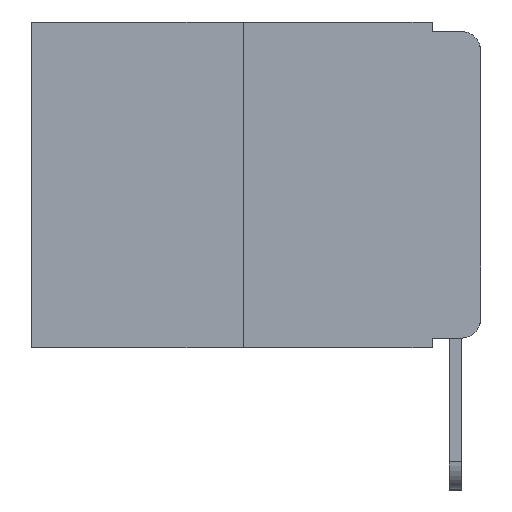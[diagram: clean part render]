
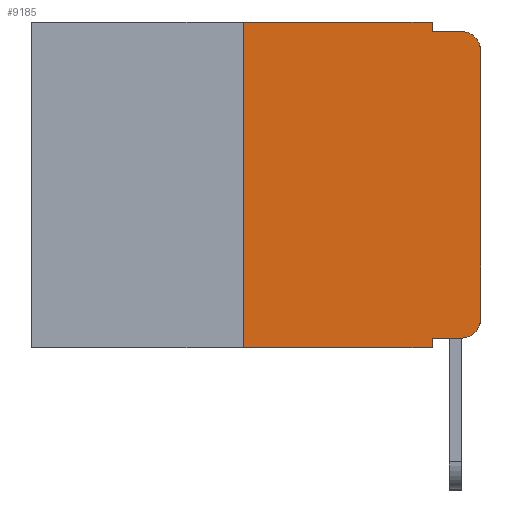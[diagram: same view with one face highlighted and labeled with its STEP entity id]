
A CAD part, left-side view. The second image highlights one B-rep face of the part: STEP entity #9185.
In plain terms, the highlighted planar face has unit normal (-1, 0, 0).
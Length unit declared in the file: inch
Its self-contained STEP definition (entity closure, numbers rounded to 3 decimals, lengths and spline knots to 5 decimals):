
#29 = EDGE_CURVE ( 'NONE', #6684, #12424, #10597, .T. ) ;
#293 = CARTESIAN_POINT ( 'NONE',  ( 0., 0.051, -0.343 ) ) ;
#359 = ORIENTED_EDGE ( 'NONE', *, *, #4639, .F. ) ;
#451 = VERTEX_POINT ( 'NONE', #10803 ) ;
#927 = DIRECTION ( 'NONE',  ( 0., 0., -1. ) ) ;
#1015 = CARTESIAN_POINT ( 'NONE',  ( 0., 0.051, 0. ) ) ;
#1165 = LINE ( 'NONE', #2190, #6464 ) ;
#1184 = EDGE_CURVE ( 'NONE', #7062, #3202, #12907, .T. ) ;
#1690 = DIRECTION ( 'NONE',  ( -1., 0., 0. ) ) ;
#1754 = EDGE_CURVE ( 'NONE', #9985, #8704, #12359, .T. ) ;
#2029 = AXIS2_PLACEMENT_3D ( 'NONE', #7524, #9496, #3564 ) ;
#2060 = AXIS2_PLACEMENT_3D ( 'NONE', #12763, #7225, #927 ) ;
#2190 = CARTESIAN_POINT ( 'NONE',  ( 0., 0.051, -0.01 ) ) ;
#2197 = DIRECTION ( 'NONE',  ( 0., -1., 0. ) ) ;
#2229 = VERTEX_POINT ( 'NONE', #8301 ) ;
#2944 = DIRECTION ( 'NONE',  ( 0., -1., 0. ) ) ;
#3047 = DIRECTION ( 'NONE',  ( 0., 0., 1. ) ) ;
#3202 = VERTEX_POINT ( 'NONE', #1015 ) ;
#3276 = DIRECTION ( 'NONE',  ( 0., -1., 0. ) ) ;
#3564 = DIRECTION ( 'NONE',  ( 0., 0., -1. ) ) ;
#4300 = EDGE_CURVE ( 'NONE', #9030, #8704, #12304, .T. ) ;
#4569 = PLANE ( 'NONE',  #2029 ) ;
#4639 = EDGE_CURVE ( 'NONE', #9030, #7062, #12162, .T. ) ;
#4725 = ORIENTED_EDGE ( 'NONE', *, *, #11282, .T. ) ;
#4793 = CIRCLE ( 'NONE', #2060, 0.02 ) ;
#4914 = VECTOR ( 'NONE', #6209, 39.37008 ) ;
#5202 = ORIENTED_EDGE ( 'NONE', *, *, #7431, .T. ) ;
#5209 = CARTESIAN_POINT ( 'NONE',  ( 0., 0.25, 0. ) ) ;
#5493 = VECTOR ( 'NONE', #3047, 39.37008 ) ;
#5755 = VECTOR ( 'NONE', #2197, 39.37008 ) ;
#5807 = ORIENTED_EDGE ( 'NONE', *, *, #1184, .F. ) ;
#5989 = CARTESIAN_POINT ( 'NONE',  ( 0., 0.051, -0.333 ) ) ;
#6001 = VECTOR ( 'NONE', #12220, 39.37008 ) ;
#6179 = FACE_OUTER_BOUND ( 'NONE', #12539, .T. ) ;
#6209 = DIRECTION ( 'NONE',  ( 0., 0., 1. ) ) ;
#6277 = VERTEX_POINT ( 'NONE', #11479 ) ;
#6464 = VECTOR ( 'NONE', #3276, 39.37008 ) ;
#6684 = VERTEX_POINT ( 'NONE', #8464 ) ;
#6919 = CARTESIAN_POINT ( 'NONE',  ( 0., 0., -0.03 ) ) ;
#7062 = VERTEX_POINT ( 'NONE', #5209 ) ;
#7225 = DIRECTION ( 'NONE',  ( -1., 0., 0. ) ) ;
#7230 = CARTESIAN_POINT ( 'NONE',  ( 0., 0.473, 0. ) ) ;
#7431 = EDGE_CURVE ( 'NONE', #12424, #2229, #9320, .T. ) ;
#7471 = ORIENTED_EDGE ( 'NONE', *, *, #29, .T. ) ;
#7524 = CARTESIAN_POINT ( 'NONE',  ( 0., 0.473, 0. ) ) ;
#7723 = VECTOR ( 'NONE', #10318, 39.37008 ) ;
#7835 = CARTESIAN_POINT ( 'NONE',  ( 0., 0.02, -0.03 ) ) ;
#7867 = DIRECTION ( 'NONE',  ( 0., -1., 0. ) ) ;
#7948 = CARTESIAN_POINT ( 'NONE',  ( 0., 0.473, -0.343 ) ) ;
#8109 = ORIENTED_EDGE ( 'NONE', *, *, #10467, .F. ) ;
#8301 = CARTESIAN_POINT ( 'NONE',  ( 0., 0.02, -0.01 ) ) ;
#8464 = CARTESIAN_POINT ( 'NONE',  ( 0., 0., -0.313 ) ) ;
#8598 = VECTOR ( 'NONE', #2944, 39.37008 ) ;
#8704 = VERTEX_POINT ( 'NONE', #293 ) ;
#8811 = CARTESIAN_POINT ( 'NONE',  ( 0., 0.25, 0. ) ) ;
#8822 = DIRECTION ( 'NONE',  ( 0., 0., -1. ) ) ;
#8890 = CARTESIAN_POINT ( 'NONE',  ( 0., 0.051, -0.333 ) ) ;
#9023 = ORIENTED_EDGE ( 'NONE', *, *, #1754, .F. ) ;
#9030 = VERTEX_POINT ( 'NONE', #9282 ) ;
#9185 = ADVANCED_FACE ( 'NONE', ( #6179 ), #4569, .F. ) ;
#9206 = LINE ( 'NONE', #5989, #8598 ) ;
#9282 = CARTESIAN_POINT ( 'NONE',  ( 0., 0.25, -0.343 ) ) ;
#9320 = CIRCLE ( 'NONE', #11706, 0.02 ) ;
#9465 = CARTESIAN_POINT ( 'NONE',  ( 0., 0., 0. ) ) ;
#9496 = DIRECTION ( 'NONE',  ( 1., 0., 0. ) ) ;
#9630 = EDGE_CURVE ( 'NONE', #451, #2229, #1165, .T. ) ;
#9918 = CARTESIAN_POINT ( 'NONE',  ( 0., 0.051, 0. ) ) ;
#9931 = VECTOR ( 'NONE', #7867, 39.37008 ) ;
#9985 = VERTEX_POINT ( 'NONE', #8890 ) ;
#10318 = DIRECTION ( 'NONE',  ( 0., 0., -1. ) ) ;
#10333 = ORIENTED_EDGE ( 'NONE', *, *, #9630, .F. ) ;
#10467 = EDGE_CURVE ( 'NONE', #3202, #451, #11069, .T. ) ;
#10597 = LINE ( 'NONE', #9465, #5493 ) ;
#10803 = CARTESIAN_POINT ( 'NONE',  ( 0., 0.051, -0.01 ) ) ;
#11069 = LINE ( 'NONE', #11277, #6001 ) ;
#11171 = ORIENTED_EDGE ( 'NONE', *, *, #4300, .T. ) ;
#11277 = CARTESIAN_POINT ( 'NONE',  ( 0., 0.051, 0. ) ) ;
#11282 = EDGE_CURVE ( 'NONE', #6277, #6684, #4793, .T. ) ;
#11440 = ORIENTED_EDGE ( 'NONE', *, *, #12466, .T. ) ;
#11479 = CARTESIAN_POINT ( 'NONE',  ( 0., 0.02, -0.333 ) ) ;
#11706 = AXIS2_PLACEMENT_3D ( 'NONE', #7835, #1690, #8822 ) ;
#12162 = LINE ( 'NONE', #8811, #4914 ) ;
#12220 = DIRECTION ( 'NONE',  ( 0., 0., -1. ) ) ;
#12304 = LINE ( 'NONE', #7948, #9931 ) ;
#12359 = LINE ( 'NONE', #9918, #7723 ) ;
#12424 = VERTEX_POINT ( 'NONE', #6919 ) ;
#12466 = EDGE_CURVE ( 'NONE', #9985, #6277, #9206, .T. ) ;
#12539 = EDGE_LOOP ( 'NONE', ( #7471, #5202, #10333, #8109, #5807, #359, #11171, #9023, #11440, #4725 ) ) ;
#12763 = CARTESIAN_POINT ( 'NONE',  ( 0., 0.02, -0.313 ) ) ;
#12907 = LINE ( 'NONE', #7230, #5755 ) ;
